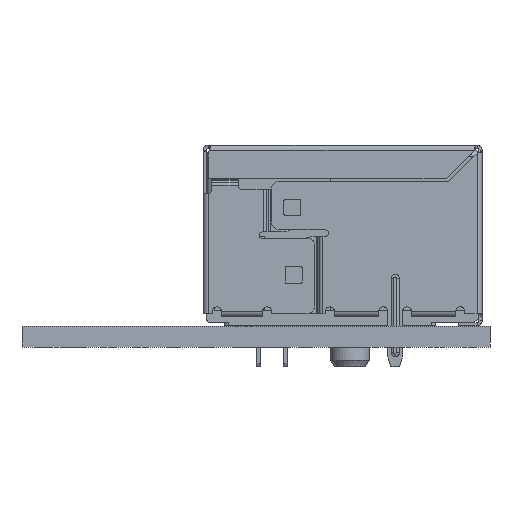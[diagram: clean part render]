
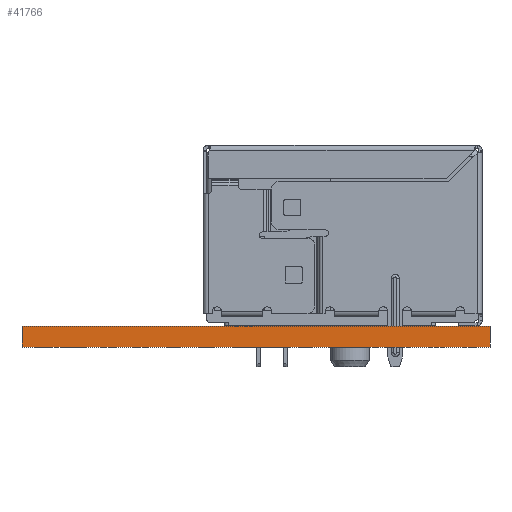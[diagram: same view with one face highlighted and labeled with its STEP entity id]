
A CAD part, front view. The second image highlights one B-rep face of the part: STEP entity #41766.
In plain terms, the highlighted planar face has unit normal (0, -1, 0).
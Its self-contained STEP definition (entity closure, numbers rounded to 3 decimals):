
#41766 = ADVANCED_FACE('',(#41767),#41781,.T.);
#41767 = FACE_BOUND('',#41768,.T.);
#41768 = EDGE_LOOP('',(#41769,#41804,#41832,#41860));
#41769 = ORIENTED_EDGE('',*,*,#41770,.T.);
#41770 = EDGE_CURVE('',#41771,#41773,#41775,.T.);
#41771 = VERTEX_POINT('',#41772);
#41772 = CARTESIAN_POINT('',(18.1,-18.7,0.));
#41773 = VERTEX_POINT('',#41774);
#41774 = CARTESIAN_POINT('',(18.1,-18.7,1.6));
#41775 = SURFACE_CURVE('',#41776,(#41780,#41792),.PCURVE_S1.);
#41776 = LINE('',#41777,#41778);
#41777 = CARTESIAN_POINT('',(18.1,-18.7,0.));
#41778 = VECTOR('',#41779,1.);
#41779 = DIRECTION('',(0.,0.,1.));
#41780 = PCURVE('',#41781,#41786);
#41781 = PLANE('',#41782);
#41782 = AXIS2_PLACEMENT_3D('',#41783,#41784,#41785);
#41783 = CARTESIAN_POINT('',(18.1,-18.7,0.));
#41784 = DIRECTION('',(0.,-1.,0.));
#41785 = DIRECTION('',(-1.,0.,0.));
#41786 = DEFINITIONAL_REPRESENTATION('',(#41787),#41791);
#41787 = LINE('',#41788,#41789);
#41788 = CARTESIAN_POINT('',(0.,-0.));
#41789 = VECTOR('',#41790,1.);
#41790 = DIRECTION('',(0.,-1.));
#41791 = ( GEOMETRIC_REPRESENTATION_CONTEXT(2) 
PARAMETRIC_REPRESENTATION_CONTEXT() REPRESENTATION_CONTEXT('2D SPACE',''
  ) );
#41792 = PCURVE('',#41793,#41798);
#41793 = PLANE('',#41794);
#41794 = AXIS2_PLACEMENT_3D('',#41795,#41796,#41797);
#41795 = CARTESIAN_POINT('',(18.1,18.7,0.));
#41796 = DIRECTION('',(1.,0.,-0.));
#41797 = DIRECTION('',(0.,-1.,0.));
#41798 = DEFINITIONAL_REPRESENTATION('',(#41799),#41803);
#41799 = LINE('',#41800,#41801);
#41800 = CARTESIAN_POINT('',(37.4,0.));
#41801 = VECTOR('',#41802,1.);
#41802 = DIRECTION('',(0.,-1.));
#41803 = ( GEOMETRIC_REPRESENTATION_CONTEXT(2) 
PARAMETRIC_REPRESENTATION_CONTEXT() REPRESENTATION_CONTEXT('2D SPACE',''
  ) );
#41804 = ORIENTED_EDGE('',*,*,#41805,.T.);
#41805 = EDGE_CURVE('',#41773,#41806,#41808,.T.);
#41806 = VERTEX_POINT('',#41807);
#41807 = CARTESIAN_POINT('',(-18.1,-18.7,1.6));
#41808 = SURFACE_CURVE('',#41809,(#41813,#41820),.PCURVE_S1.);
#41809 = LINE('',#41810,#41811);
#41810 = CARTESIAN_POINT('',(18.1,-18.7,1.6));
#41811 = VECTOR('',#41812,1.);
#41812 = DIRECTION('',(-1.,0.,0.));
#41813 = PCURVE('',#41781,#41814);
#41814 = DEFINITIONAL_REPRESENTATION('',(#41815),#41819);
#41815 = LINE('',#41816,#41817);
#41816 = CARTESIAN_POINT('',(0.,-1.6));
#41817 = VECTOR('',#41818,1.);
#41818 = DIRECTION('',(1.,0.));
#41819 = ( GEOMETRIC_REPRESENTATION_CONTEXT(2) 
PARAMETRIC_REPRESENTATION_CONTEXT() REPRESENTATION_CONTEXT('2D SPACE',''
  ) );
#41820 = PCURVE('',#41821,#41826);
#41821 = PLANE('',#41822);
#41822 = AXIS2_PLACEMENT_3D('',#41823,#41824,#41825);
#41823 = CARTESIAN_POINT('',(0.,0.,1.6));
#41824 = DIRECTION('',(-0.,-0.,-1.));
#41825 = DIRECTION('',(-1.,0.,0.));
#41826 = DEFINITIONAL_REPRESENTATION('',(#41827),#41831);
#41827 = LINE('',#41828,#41829);
#41828 = CARTESIAN_POINT('',(-18.1,-18.7));
#41829 = VECTOR('',#41830,1.);
#41830 = DIRECTION('',(1.,0.));
#41831 = ( GEOMETRIC_REPRESENTATION_CONTEXT(2) 
PARAMETRIC_REPRESENTATION_CONTEXT() REPRESENTATION_CONTEXT('2D SPACE',''
  ) );
#41832 = ORIENTED_EDGE('',*,*,#41833,.F.);
#41833 = EDGE_CURVE('',#41834,#41806,#41836,.T.);
#41834 = VERTEX_POINT('',#41835);
#41835 = CARTESIAN_POINT('',(-18.1,-18.7,0.));
#41836 = SURFACE_CURVE('',#41837,(#41841,#41848),.PCURVE_S1.);
#41837 = LINE('',#41838,#41839);
#41838 = CARTESIAN_POINT('',(-18.1,-18.7,0.));
#41839 = VECTOR('',#41840,1.);
#41840 = DIRECTION('',(0.,0.,1.));
#41841 = PCURVE('',#41781,#41842);
#41842 = DEFINITIONAL_REPRESENTATION('',(#41843),#41847);
#41843 = LINE('',#41844,#41845);
#41844 = CARTESIAN_POINT('',(36.2,0.));
#41845 = VECTOR('',#41846,1.);
#41846 = DIRECTION('',(0.,-1.));
#41847 = ( GEOMETRIC_REPRESENTATION_CONTEXT(2) 
PARAMETRIC_REPRESENTATION_CONTEXT() REPRESENTATION_CONTEXT('2D SPACE',''
  ) );
#41848 = PCURVE('',#41849,#41854);
#41849 = PLANE('',#41850);
#41850 = AXIS2_PLACEMENT_3D('',#41851,#41852,#41853);
#41851 = CARTESIAN_POINT('',(-18.1,-18.7,0.));
#41852 = DIRECTION('',(-1.,0.,0.));
#41853 = DIRECTION('',(0.,1.,0.));
#41854 = DEFINITIONAL_REPRESENTATION('',(#41855),#41859);
#41855 = LINE('',#41856,#41857);
#41856 = CARTESIAN_POINT('',(0.,0.));
#41857 = VECTOR('',#41858,1.);
#41858 = DIRECTION('',(0.,-1.));
#41859 = ( GEOMETRIC_REPRESENTATION_CONTEXT(2) 
PARAMETRIC_REPRESENTATION_CONTEXT() REPRESENTATION_CONTEXT('2D SPACE',''
  ) );
#41860 = ORIENTED_EDGE('',*,*,#41861,.F.);
#41861 = EDGE_CURVE('',#41771,#41834,#41862,.T.);
#41862 = SURFACE_CURVE('',#41863,(#41867,#41874),.PCURVE_S1.);
#41863 = LINE('',#41864,#41865);
#41864 = CARTESIAN_POINT('',(18.1,-18.7,0.));
#41865 = VECTOR('',#41866,1.);
#41866 = DIRECTION('',(-1.,0.,0.));
#41867 = PCURVE('',#41781,#41868);
#41868 = DEFINITIONAL_REPRESENTATION('',(#41869),#41873);
#41869 = LINE('',#41870,#41871);
#41870 = CARTESIAN_POINT('',(0.,-0.));
#41871 = VECTOR('',#41872,1.);
#41872 = DIRECTION('',(1.,0.));
#41873 = ( GEOMETRIC_REPRESENTATION_CONTEXT(2) 
PARAMETRIC_REPRESENTATION_CONTEXT() REPRESENTATION_CONTEXT('2D SPACE',''
  ) );
#41874 = PCURVE('',#41875,#41880);
#41875 = PLANE('',#41876);
#41876 = AXIS2_PLACEMENT_3D('',#41877,#41878,#41879);
#41877 = CARTESIAN_POINT('',(0.,0.,0.));
#41878 = DIRECTION('',(-0.,-0.,-1.));
#41879 = DIRECTION('',(-1.,0.,0.));
#41880 = DEFINITIONAL_REPRESENTATION('',(#41881),#41885);
#41881 = LINE('',#41882,#41883);
#41882 = CARTESIAN_POINT('',(-18.1,-18.7));
#41883 = VECTOR('',#41884,1.);
#41884 = DIRECTION('',(1.,0.));
#41885 = ( GEOMETRIC_REPRESENTATION_CONTEXT(2) 
PARAMETRIC_REPRESENTATION_CONTEXT() REPRESENTATION_CONTEXT('2D SPACE',''
  ) );
